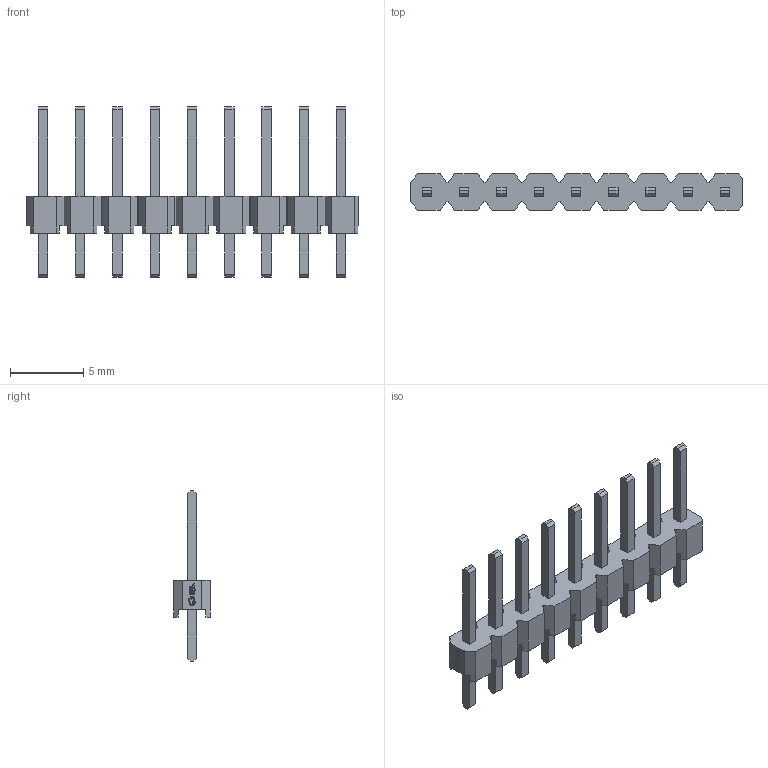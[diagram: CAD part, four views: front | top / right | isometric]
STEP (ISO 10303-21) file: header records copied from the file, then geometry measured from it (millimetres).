
FILE_DESCRIPTION (( 'STEP AP214' ), '1' );
FILE_NAME ('HDR-TH_9P-P2.54-M-LI-1X9P.step', '2022-07-02T13:16:25', ( '' ), ( '' ), 'SwSTEP 2.0', 'SolidWorks 2020', '' );
FILE_SCHEMA (( 'AUTOMOTIVE_DESIGN' ));
Length unit declared in the file: millimetre
Products named in the file (1): HDR-TH_9P-P2.54-M-LI-1X9P
Bounding box: 22.62 x 2.5 x 11.6 mm (x, y, z)
Volume: 141.3 mm3; surface area: 476.1 mm2
Topology: 1 solids, 1 shells, 522 faces, 1428 edges, 952 vertices
Faces by surface type: plane 408, bspline 114
Entity records: 21711 total; most frequent: CARTESIAN_POINT 5265, ORIENTED_EDGE 2856, DIRECTION 2014, EDGE_CURVE 1428, VECTOR 1196, LINE 1196, VERTEX_POINT 952, EDGE_LOOP 566
